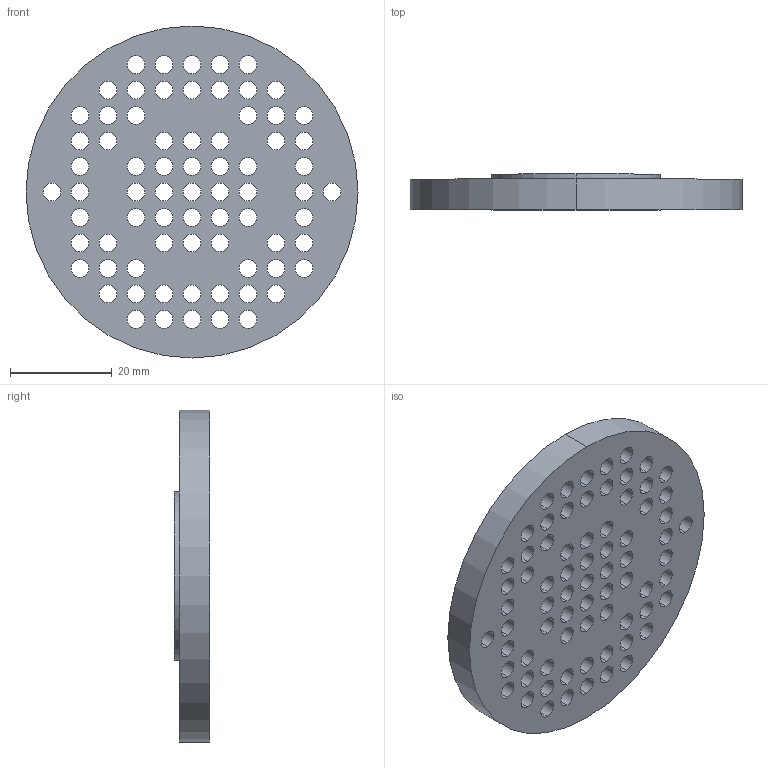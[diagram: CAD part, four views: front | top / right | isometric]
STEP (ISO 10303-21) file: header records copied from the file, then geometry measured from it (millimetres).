
FILE_DESCRIPTION(('FreeCAD Model'),'2;1');
FILE_NAME('Open CASCADE Shape Model','2021-06-14T13:02:14',( 'Anool Mahidharia'),('WyoLum'),'Open CASCADE STEP processor 7.4', 'FreeCAD','Unknown');
FILE_SCHEMA(('AUTOMOTIVE_DESIGN { 1 0 10303 214 1 1 1 1 }'));
Length unit declared in the file: millimetre
Products named in the file (1): drain_cover
Bounding box: 65.2 x 7 x 65.2 mm (x, y, z)
Volume: 10685.9 mm3; surface area: 10236.2 mm2
Topology: 1 solids, 1 shells, 159 faces, 462 edges, 308 vertices
Faces by surface type: cylinder 154, plane 5
Entity records: 5758 total; most frequent: DIRECTION 1090, CARTESIAN_POINT 930, ORIENTED_EDGE 924, AXIS2_PLACEMENT_3D 468, EDGE_CURVE 462, FACE_BOUND 308, EDGE_LOOP 308, VERTEX_POINT 308
